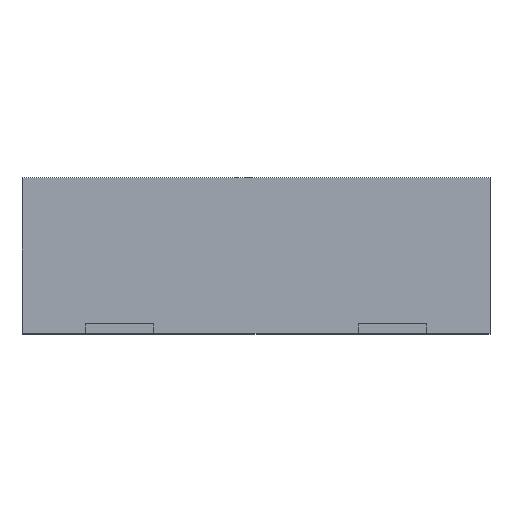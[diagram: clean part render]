
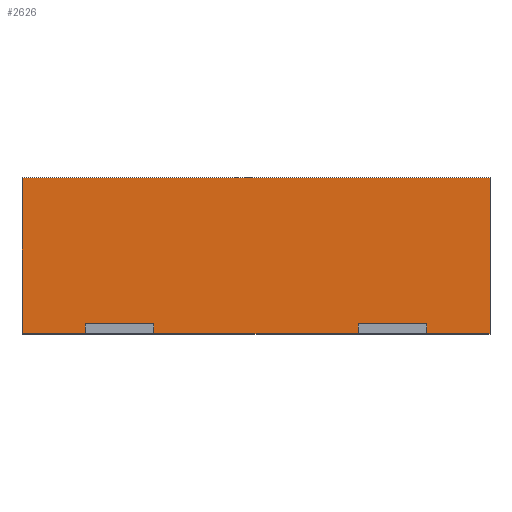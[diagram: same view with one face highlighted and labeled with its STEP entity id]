
A CAD part, top view. The second image highlights one B-rep face of the part: STEP entity #2626.
In plain terms, the highlighted planar face has unit normal (0, 0, 1).
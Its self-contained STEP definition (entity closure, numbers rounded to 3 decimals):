
#20 = CARTESIAN_POINT ( 'NONE',  ( -1.2, 0., 1.35 ) ) ;
#72 = VERTEX_POINT ( 'NONE', #774 ) ;
#75 = EDGE_CURVE ( 'NONE', #2047, #1703, #2237, .T. ) ;
#95 = EDGE_CURVE ( 'NONE', #2535, #1513, #863, .T. ) ;
#104 = ORIENTED_EDGE ( 'NONE', *, *, #512, .T. ) ;
#107 = ORIENTED_EDGE ( 'NONE', *, *, #95, .T. ) ;
#130 = DIRECTION ( 'NONE',  ( 0., -1., 0. ) ) ;
#205 = DIRECTION ( 'NONE',  ( 1., 0., 0. ) ) ;
#220 = ORIENTED_EDGE ( 'NONE', *, *, #1533, .F. ) ;
#261 = VECTOR ( 'NONE', #673, 1000. ) ;
#295 = DIRECTION ( 'NONE',  ( -1., 0., 0. ) ) ;
#332 = VECTOR ( 'NONE', #828, 1000. ) ;
#339 = VECTOR ( 'NONE', #1459, 1000. ) ;
#356 = CARTESIAN_POINT ( 'NONE',  ( -0.875, 0.05, 1.35 ) ) ;
#372 = ORIENTED_EDGE ( 'NONE', *, *, #497, .F. ) ;
#457 = ORIENTED_EDGE ( 'NONE', *, *, #2127, .T. ) ;
#489 = CARTESIAN_POINT ( 'NONE',  ( -1.2, 0.8, 1.35 ) ) ;
#497 = EDGE_CURVE ( 'NONE', #2631, #1513, #591, .T. ) ;
#504 = ORIENTED_EDGE ( 'NONE', *, *, #1278, .T. ) ;
#512 = EDGE_CURVE ( 'NONE', #2290, #1724, #1223, .T. ) ;
#520 = VECTOR ( 'NONE', #295, 1000. ) ;
#560 = VECTOR ( 'NONE', #616, 1000. ) ;
#567 = VECTOR ( 'NONE', #2548, 1000. ) ;
#587 = EDGE_CURVE ( 'NONE', #2093, #845, #2547, .T. ) ;
#591 = LINE ( 'NONE', #1431, #560 ) ;
#616 = DIRECTION ( 'NONE',  ( 0., -1., 0. ) ) ;
#654 = LINE ( 'NONE', #1496, #2234 ) ;
#657 = ORIENTED_EDGE ( 'NONE', *, *, #1992, .T. ) ;
#673 = DIRECTION ( 'NONE',  ( -1., 0., 0. ) ) ;
#697 = PLANE ( 'NONE',  #1762 ) ;
#721 = CARTESIAN_POINT ( 'NONE',  ( -1.2, 0., 1.35 ) ) ;
#723 = DIRECTION ( 'NONE',  ( -1., 0., 0. ) ) ;
#774 = CARTESIAN_POINT ( 'NONE',  ( -1.2, 0.8, 1.35 ) ) ;
#828 = DIRECTION ( 'NONE',  ( 0., -1., 0. ) ) ;
#831 = CARTESIAN_POINT ( 'NONE',  ( 0.525, 0.05, 1.35 ) ) ;
#838 = VERTEX_POINT ( 'NONE', #1834 ) ;
#845 = VERTEX_POINT ( 'NONE', #831 ) ;
#863 = LINE ( 'NONE', #20, #946 ) ;
#881 = VECTOR ( 'NONE', #1349, 1000. ) ;
#933 = ORIENTED_EDGE ( 'NONE', *, *, #587, .F. ) ;
#946 = VECTOR ( 'NONE', #205, 1000. ) ;
#955 = CARTESIAN_POINT ( 'NONE',  ( 0.525, 0., 1.35 ) ) ;
#957 = CARTESIAN_POINT ( 'NONE',  ( -1.2, 0.8, 1.35 ) ) ;
#1018 = LINE ( 'NONE', #957, #1145 ) ;
#1059 = VECTOR ( 'NONE', #2050, 1000. ) ;
#1120 = CARTESIAN_POINT ( 'NONE',  ( 0.875, 0., 1.35 ) ) ;
#1145 = VECTOR ( 'NONE', #130, 1000. ) ;
#1172 = CARTESIAN_POINT ( 'NONE',  ( -0.875, 0.05, 1.35 ) ) ;
#1219 = LINE ( 'NONE', #2036, #1059 ) ;
#1222 = CARTESIAN_POINT ( 'NONE',  ( -0.525, 0., 1.35 ) ) ;
#1223 = LINE ( 'NONE', #2056, #339 ) ;
#1278 = EDGE_CURVE ( 'NONE', #2093, #2535, #2358, .T. ) ;
#1303 = ORIENTED_EDGE ( 'NONE', *, *, #2309, .T. ) ;
#1349 = DIRECTION ( 'NONE',  ( 1., 0., 0. ) ) ;
#1431 = CARTESIAN_POINT ( 'NONE',  ( 1.2, 0.8, 1.35 ) ) ;
#1459 = DIRECTION ( 'NONE',  ( 1., 0., 0. ) ) ;
#1496 = CARTESIAN_POINT ( 'NONE',  ( -0.525, 0.05, 1.35 ) ) ;
#1513 = VERTEX_POINT ( 'NONE', #2302 ) ;
#1528 = CARTESIAN_POINT ( 'NONE',  ( 0.525, 0.05, 1.35 ) ) ;
#1529 = LINE ( 'NONE', #1544, #520 ) ;
#1533 = EDGE_CURVE ( 'NONE', #838, #2047, #1529, .T. ) ;
#1544 = CARTESIAN_POINT ( 'NONE',  ( -0.525, 0.05, 1.35 ) ) ;
#1628 = EDGE_CURVE ( 'NONE', #845, #1724, #1920, .T. ) ;
#1703 = VERTEX_POINT ( 'NONE', #2668 ) ;
#1724 = VERTEX_POINT ( 'NONE', #955 ) ;
#1738 = DIRECTION ( 'NONE',  ( 0., -1., 0. ) ) ;
#1762 = AXIS2_PLACEMENT_3D ( 'NONE', #489, #1771, #723 ) ;
#1771 = DIRECTION ( 'NONE',  ( 0., 0., -1. ) ) ;
#1782 = VERTEX_POINT ( 'NONE', #1998 ) ;
#1807 = CARTESIAN_POINT ( 'NONE',  ( 0.875, 0.05, 1.35 ) ) ;
#1809 = CARTESIAN_POINT ( 'NONE',  ( 1.2, 0.8, 1.35 ) ) ;
#1834 = CARTESIAN_POINT ( 'NONE',  ( -0.525, 0.05, 1.35 ) ) ;
#1837 = ORIENTED_EDGE ( 'NONE', *, *, #2713, .F. ) ;
#1914 = DIRECTION ( 'NONE',  ( 0., -1., 0. ) ) ;
#1920 = LINE ( 'NONE', #2356, #567 ) ;
#1992 = EDGE_CURVE ( 'NONE', #838, #2290, #654, .T. ) ;
#1998 = CARTESIAN_POINT ( 'NONE',  ( -1.2, 0., 1.35 ) ) ;
#2013 = VECTOR ( 'NONE', #1738, 1000. ) ;
#2036 = CARTESIAN_POINT ( 'NONE',  ( -1.2, 0.8, 1.35 ) ) ;
#2047 = VERTEX_POINT ( 'NONE', #1172 ) ;
#2050 = DIRECTION ( 'NONE',  ( 1., 0., 0. ) ) ;
#2056 = CARTESIAN_POINT ( 'NONE',  ( -1.2, 0., 1.35 ) ) ;
#2093 = VERTEX_POINT ( 'NONE', #1807 ) ;
#2124 = ORIENTED_EDGE ( 'NONE', *, *, #1628, .F. ) ;
#2127 = EDGE_CURVE ( 'NONE', #1782, #1703, #2593, .T. ) ;
#2140 = CARTESIAN_POINT ( 'NONE',  ( 0.875, 0.05, 1.35 ) ) ;
#2169 = ORIENTED_EDGE ( 'NONE', *, *, #75, .F. ) ;
#2182 = EDGE_LOOP ( 'NONE', ( #104, #2124, #933, #504, #107, #372, #1837, #1303, #457, #2169, #220, #657 ) ) ;
#2234 = VECTOR ( 'NONE', #1914, 1000. ) ;
#2237 = LINE ( 'NONE', #356, #332 ) ;
#2290 = VERTEX_POINT ( 'NONE', #1222 ) ;
#2302 = CARTESIAN_POINT ( 'NONE',  ( 1.2, 0., 1.35 ) ) ;
#2309 = EDGE_CURVE ( 'NONE', #72, #1782, #1018, .T. ) ;
#2356 = CARTESIAN_POINT ( 'NONE',  ( 0.525, 0.05, 1.35 ) ) ;
#2358 = LINE ( 'NONE', #2140, #2013 ) ;
#2535 = VERTEX_POINT ( 'NONE', #1120 ) ;
#2547 = LINE ( 'NONE', #1528, #261 ) ;
#2548 = DIRECTION ( 'NONE',  ( 0., -1., 0. ) ) ;
#2567 = FACE_OUTER_BOUND ( 'NONE', #2182, .T. ) ;
#2593 = LINE ( 'NONE', #721, #881 ) ;
#2626 = ADVANCED_FACE ( 'NONE', ( #2567 ), #697, .F. ) ;
#2631 = VERTEX_POINT ( 'NONE', #1809 ) ;
#2668 = CARTESIAN_POINT ( 'NONE',  ( -0.875, 0., 1.35 ) ) ;
#2713 = EDGE_CURVE ( 'NONE', #72, #2631, #1219, .T. ) ;
